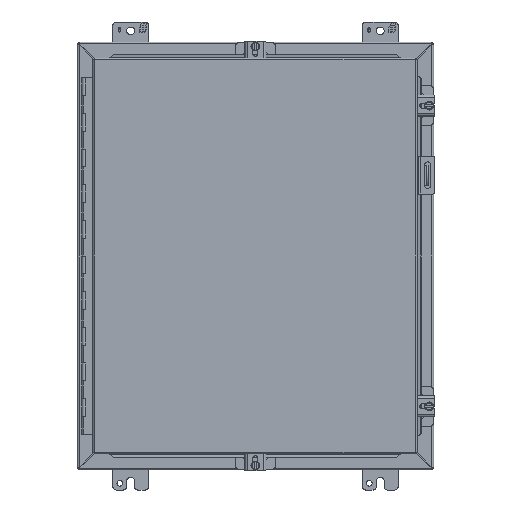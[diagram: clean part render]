
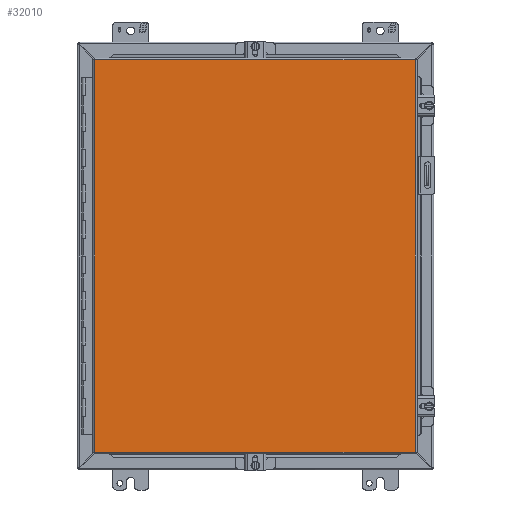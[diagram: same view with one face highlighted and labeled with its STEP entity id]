
A CAD part, front view. The second image highlights one B-rep face of the part: STEP entity #32010.
In plain terms, the highlighted planar face has unit normal (0, -1, 0).
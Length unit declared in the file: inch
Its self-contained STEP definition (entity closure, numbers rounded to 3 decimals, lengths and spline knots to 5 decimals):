
#1176 = ORIENTED_EDGE ( 'NONE', *, *, #27034, .F. ) ;
#3860 = CARTESIAN_POINT ( 'NONE',  ( -9.017, -9.21, -10.9945 ) ) ;
#5700 = DIRECTION ( 'NONE',  ( 0., 0., -1. ) ) ;
#5878 = VECTOR ( 'NONE', #42692, 39.37008 ) ;
#7158 = EDGE_LOOP ( 'NONE', ( #29884, #1176, #28720, #29985 ) ) ;
#7552 = DIRECTION ( 'NONE',  ( 0., 0., -1. ) ) ;
#8647 = LINE ( 'NONE', #35423, #19600 ) ;
#8785 = VECTOR ( 'NONE', #27601, 39.37008 ) ;
#12608 = CARTESIAN_POINT ( 'NONE',  ( -9.017, -9.21, -10.9945 ) ) ;
#14552 = VECTOR ( 'NONE', #16800, 39.37008 ) ;
#16555 = CARTESIAN_POINT ( 'NONE',  ( 8.955, -9.21, -10.9945 ) ) ;
#16800 = DIRECTION ( 'NONE',  ( -1., 0., 0. ) ) ;
#19600 = VECTOR ( 'NONE', #5700, 39.37008 ) ;
#21450 = EDGE_CURVE ( 'NONE', #42805, #29104, #34730, .T. ) ;
#25975 = PLANE ( 'NONE',  #29960 ) ;
#27034 = EDGE_CURVE ( 'NONE', #29104, #40978, #30906, .T. ) ;
#27601 = DIRECTION ( 'NONE',  ( 0., 0., 1. ) ) ;
#28720 = ORIENTED_EDGE ( 'NONE', *, *, #21450, .F. ) ;
#29104 = VERTEX_POINT ( 'NONE', #30595 ) ;
#29884 = ORIENTED_EDGE ( 'NONE', *, *, #45286, .F. ) ;
#29960 = AXIS2_PLACEMENT_3D ( 'NONE', #3860, #41450, #7552 ) ;
#29985 = ORIENTED_EDGE ( 'NONE', *, *, #36496, .F. ) ;
#30595 = CARTESIAN_POINT ( 'NONE',  ( -9.017, -9.21, 10.9945 ) ) ;
#30906 = LINE ( 'NONE', #35531, #5878 ) ;
#32010 = ADVANCED_FACE ( 'NONE', ( #44662 ), #25975, .T. ) ;
#33208 = CARTESIAN_POINT ( 'NONE',  ( 8.955, -9.21, -10.9945 ) ) ;
#34730 = LINE ( 'NONE', #12608, #8785 ) ;
#35423 = CARTESIAN_POINT ( 'NONE',  ( 8.955, -9.21, 10.9945 ) ) ;
#35531 = CARTESIAN_POINT ( 'NONE',  ( -9.017, -9.21, 10.9945 ) ) ;
#36496 = EDGE_CURVE ( 'NONE', #45350, #42805, #39664, .T. ) ;
#39664 = LINE ( 'NONE', #16555, #14552 ) ;
#40978 = VERTEX_POINT ( 'NONE', #42258 ) ;
#41450 = DIRECTION ( 'NONE',  ( 0., -1., 0. ) ) ;
#42258 = CARTESIAN_POINT ( 'NONE',  ( 8.955, -9.21, 10.9945 ) ) ;
#42692 = DIRECTION ( 'NONE',  ( 1., 0., 0. ) ) ;
#42805 = VERTEX_POINT ( 'NONE', #46329 ) ;
#44662 = FACE_OUTER_BOUND ( 'NONE', #7158, .T. ) ;
#45286 = EDGE_CURVE ( 'NONE', #40978, #45350, #8647, .T. ) ;
#45350 = VERTEX_POINT ( 'NONE', #33208 ) ;
#46329 = CARTESIAN_POINT ( 'NONE',  ( -9.017, -9.21, -10.9945 ) ) ;
